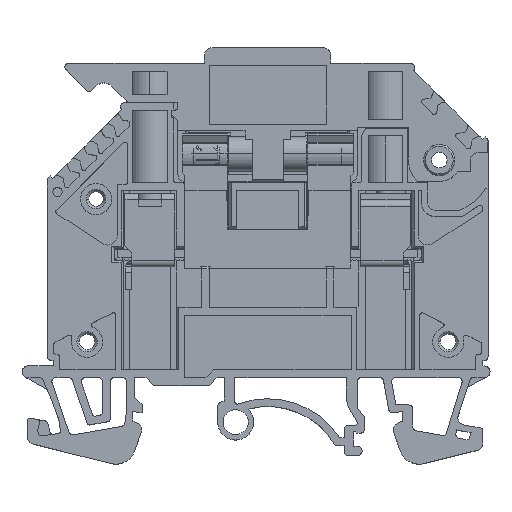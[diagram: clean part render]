
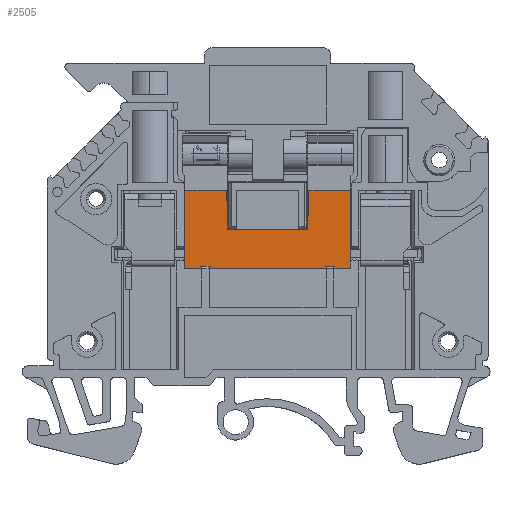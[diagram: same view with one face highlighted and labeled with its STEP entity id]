
A CAD part, top view. The second image highlights one B-rep face of the part: STEP entity #2505.
In plain terms, the highlighted face is planar.
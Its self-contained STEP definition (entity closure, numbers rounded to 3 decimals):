
#104 = CARTESIAN_POINT ( 'NONE',  ( 7.4, 3.3, -5. ) ) ;
#1290 = CARTESIAN_POINT ( 'NONE',  ( 10.65, 3.3, -5. ) ) ;
#2505 = ADVANCED_FACE ( 'NONE', ( #3129 ), #7332, .T. ) ;
#2558 = DIRECTION ( 'NONE',  ( 1., 0., 0. ) ) ;
#2739 = VECTOR ( 'NONE', #36059, 1000. ) ;
#3129 = FACE_OUTER_BOUND ( 'NONE', #30483, .T. ) ;
#3437 = DIRECTION ( 'NONE',  ( -1., 0., 0. ) ) ;
#4327 = LINE ( 'NONE', #30619, #41137 ) ;
#4720 = DIRECTION ( 'NONE',  ( 0., 0., -1. ) ) ;
#5913 = DIRECTION ( 'NONE',  ( 0., 0., -1. ) ) ;
#5967 = LINE ( 'NONE', #31088, #42799 ) ;
#6565 = EDGE_CURVE ( 'NONE', #36217, #55342, #14982, .T. ) ;
#6702 = ORIENTED_EDGE ( 'NONE', *, *, #33906, .T. ) ;
#6866 = CARTESIAN_POINT ( 'NONE',  ( 5.1, 3.3, -5. ) ) ;
#7332 = PLANE ( 'NONE',  #32109 ) ;
#7518 = DIRECTION ( 'NONE',  ( 1., 0., 0. ) ) ;
#7614 = DIRECTION ( 'NONE',  ( -1., 0., 0. ) ) ;
#7971 = CARTESIAN_POINT ( 'NONE',  ( 8.6, 3.3, -10. ) ) ;
#9046 = EDGE_CURVE ( 'NONE', #38225, #12680, #5967, .T. ) ;
#9455 = CARTESIAN_POINT ( 'NONE',  ( -5.1, 3.3, -5. ) ) ;
#9770 = EDGE_CURVE ( 'NONE', #27735, #9883, #16027, .T. ) ;
#9812 = VERTEX_POINT ( 'NONE', #24742 ) ;
#9814 = VECTOR ( 'NONE', #34523, 1000. ) ;
#9883 = VERTEX_POINT ( 'NONE', #54420 ) ;
#10787 = CARTESIAN_POINT ( 'NONE',  ( -7.4, 3.3, -10. ) ) ;
#11365 = EDGE_CURVE ( 'NONE', #12680, #40950, #45447, .T. ) ;
#12680 = VERTEX_POINT ( 'NONE', #33894 ) ;
#14037 = CARTESIAN_POINT ( 'NONE',  ( 10.65, 3.3, -10. ) ) ;
#14298 = VECTOR ( 'NONE', #55780, 1000. ) ;
#14385 = VERTEX_POINT ( 'NONE', #10787 ) ;
#14694 = VERTEX_POINT ( 'NONE', #49910 ) ;
#14850 = ORIENTED_EDGE ( 'NONE', *, *, #9770, .T. ) ;
#14982 = LINE ( 'NONE', #17488, #2739 ) ;
#15900 = EDGE_CURVE ( 'NONE', #9883, #9812, #58957, .T. ) ;
#16027 = LINE ( 'NONE', #29159, #36233 ) ;
#16194 = CARTESIAN_POINT ( 'NONE',  ( -5.275, 3.3, 0. ) ) ;
#16280 = CARTESIAN_POINT ( 'NONE',  ( 0., 3.3, 0. ) ) ;
#17289 = LINE ( 'NONE', #19192, #52663 ) ;
#17488 = CARTESIAN_POINT ( 'NONE',  ( 0., 3.3, -9.8 ) ) ;
#17984 = ORIENTED_EDGE ( 'NONE', *, *, #32378, .T. ) ;
#18490 = CARTESIAN_POINT ( 'NONE',  ( 8.6, 3.3, -9.8 ) ) ;
#19153 = LINE ( 'NONE', #59406, #42247 ) ;
#19192 = CARTESIAN_POINT ( 'NONE',  ( 8.6, 3.3, -5. ) ) ;
#21669 = EDGE_CURVE ( 'NONE', #58714, #40950, #51117, .T. ) ;
#21788 = VECTOR ( 'NONE', #4720, 1000. ) ;
#22977 = LINE ( 'NONE', #26234, #24414 ) ;
#24195 = DIRECTION ( 'NONE',  ( 0., 0., -1. ) ) ;
#24414 = VECTOR ( 'NONE', #58494, 1000. ) ;
#24627 = VECTOR ( 'NONE', #2558, 1000. ) ;
#24732 = EDGE_CURVE ( 'NONE', #32599, #44280, #29776, .T. ) ;
#24742 = CARTESIAN_POINT ( 'NONE',  ( 5.275, 3.3, 0. ) ) ;
#24880 = ORIENTED_EDGE ( 'NONE', *, *, #41833, .T. ) ;
#25652 = VECTOR ( 'NONE', #28243, 1000. ) ;
#26100 = ORIENTED_EDGE ( 'NONE', *, *, #42691, .T. ) ;
#26234 = CARTESIAN_POINT ( 'NONE',  ( 0., 3.3, -10. ) ) ;
#26837 = CARTESIAN_POINT ( 'NONE',  ( 0., 3.3, -10. ) ) ;
#27735 = VERTEX_POINT ( 'NONE', #9455 ) ;
#28243 = DIRECTION ( 'NONE',  ( 0.035, 0., -0.999 ) ) ;
#28493 = LINE ( 'NONE', #37513, #25652 ) ;
#29159 = CARTESIAN_POINT ( 'NONE',  ( 0., 3.3, -5. ) ) ;
#29776 = LINE ( 'NONE', #1290, #52889 ) ;
#29907 = EDGE_CURVE ( 'NONE', #9812, #32599, #36882, .T. ) ;
#30483 = EDGE_LOOP ( 'NONE', ( #26100, #24880, #40601, #39549, #17984, #6702, #48937, #47130, #44534, #47267, #33220, #41394, #14850, #39712, #39984, #32616 ) ) ;
#30619 = CARTESIAN_POINT ( 'NONE',  ( 0., 3.3, -9.8 ) ) ;
#31088 = CARTESIAN_POINT ( 'NONE',  ( 0., 3.3, -10. ) ) ;
#31453 = DIRECTION ( 'NONE',  ( -1., 0., 0. ) ) ;
#31734 = VECTOR ( 'NONE', #38848, 1000. ) ;
#32109 = AXIS2_PLACEMENT_3D ( 'NONE', #53330, #35178, #7518 ) ;
#32378 = EDGE_CURVE ( 'NONE', #33489, #14385, #35983, .T. ) ;
#32599 = VERTEX_POINT ( 'NONE', #52217 ) ;
#32616 = ORIENTED_EDGE ( 'NONE', *, *, #24732, .T. ) ;
#33220 = ORIENTED_EDGE ( 'NONE', *, *, #21669, .F. ) ;
#33489 = VERTEX_POINT ( 'NONE', #42444 ) ;
#33894 = CARTESIAN_POINT ( 'NONE',  ( -10.65, 3.3, -10. ) ) ;
#33906 = EDGE_CURVE ( 'NONE', #14385, #36217, #19153, .T. ) ;
#34516 = EDGE_CURVE ( 'NONE', #58714, #27735, #28493, .T. ) ;
#34523 = DIRECTION ( 'NONE',  ( 0.035, 0., 0.999 ) ) ;
#35178 = DIRECTION ( 'NONE',  ( 0., 1., 0. ) ) ;
#35983 = LINE ( 'NONE', #26837, #59104 ) ;
#36059 = DIRECTION ( 'NONE',  ( -1., 0., 0. ) ) ;
#36217 = VERTEX_POINT ( 'NONE', #45405 ) ;
#36233 = VECTOR ( 'NONE', #52167, 1000. ) ;
#36384 = DIRECTION ( 'NONE',  ( 0., 0., 1. ) ) ;
#36882 = LINE ( 'NONE', #16280, #24627 ) ;
#37513 = CARTESIAN_POINT ( 'NONE',  ( -5.275, 3.3, 0. ) ) ;
#38225 = VERTEX_POINT ( 'NONE', #52428 ) ;
#38848 = DIRECTION ( 'NONE',  ( 0., 0., 1. ) ) ;
#39549 = ORIENTED_EDGE ( 'NONE', *, *, #54056, .T. ) ;
#39712 = ORIENTED_EDGE ( 'NONE', *, *, #15900, .T. ) ;
#39984 = ORIENTED_EDGE ( 'NONE', *, *, #29907, .T. ) ;
#40601 = ORIENTED_EDGE ( 'NONE', *, *, #55566, .T. ) ;
#40950 = VERTEX_POINT ( 'NONE', #44927 ) ;
#41102 = VERTEX_POINT ( 'NONE', #18490 ) ;
#41137 = VECTOR ( 'NONE', #7614, 1000. ) ;
#41394 = ORIENTED_EDGE ( 'NONE', *, *, #34516, .T. ) ;
#41833 = EDGE_CURVE ( 'NONE', #44690, #41102, #17289, .T. ) ;
#42247 = VECTOR ( 'NONE', #36384, 1000. ) ;
#42444 = CARTESIAN_POINT ( 'NONE',  ( 7.4, 3.3, -10. ) ) ;
#42691 = EDGE_CURVE ( 'NONE', #44280, #44690, #22977, .T. ) ;
#42799 = VECTOR ( 'NONE', #3437, 1000. ) ;
#44280 = VERTEX_POINT ( 'NONE', #14037 ) ;
#44534 = ORIENTED_EDGE ( 'NONE', *, *, #9046, .T. ) ;
#44690 = VERTEX_POINT ( 'NONE', #7971 ) ;
#44927 = CARTESIAN_POINT ( 'NONE',  ( -10.65, 3.3, 0. ) ) ;
#45405 = CARTESIAN_POINT ( 'NONE',  ( -7.4, 3.3, -9.8 ) ) ;
#45447 = LINE ( 'NONE', #57200, #31734 ) ;
#46291 = LINE ( 'NONE', #104, #21788 ) ;
#47011 = LINE ( 'NONE', #51817, #48474 ) ;
#47130 = ORIENTED_EDGE ( 'NONE', *, *, #47773, .T. ) ;
#47267 = ORIENTED_EDGE ( 'NONE', *, *, #11365, .T. ) ;
#47773 = EDGE_CURVE ( 'NONE', #55342, #38225, #47011, .T. ) ;
#48474 = VECTOR ( 'NONE', #24195, 1000. ) ;
#48937 = ORIENTED_EDGE ( 'NONE', *, *, #6565, .T. ) ;
#49910 = CARTESIAN_POINT ( 'NONE',  ( 7.4, 3.3, -9.8 ) ) ;
#51117 = LINE ( 'NONE', #51150, #14298 ) ;
#51150 = CARTESIAN_POINT ( 'NONE',  ( -7.962, 3.3, 0. ) ) ;
#51490 = DIRECTION ( 'NONE',  ( 0., 0., 1. ) ) ;
#51807 = CARTESIAN_POINT ( 'NONE',  ( -8.6, 3.3, -9.8 ) ) ;
#51817 = CARTESIAN_POINT ( 'NONE',  ( -8.6, 3.3, -5. ) ) ;
#52167 = DIRECTION ( 'NONE',  ( 1., 0., 0. ) ) ;
#52217 = CARTESIAN_POINT ( 'NONE',  ( 10.65, 3.3, 0. ) ) ;
#52428 = CARTESIAN_POINT ( 'NONE',  ( -8.6, 3.3, -10. ) ) ;
#52663 = VECTOR ( 'NONE', #51490, 1000. ) ;
#52889 = VECTOR ( 'NONE', #5913, 1000. ) ;
#53330 = CARTESIAN_POINT ( 'NONE',  ( -10.65, 3.3, 0. ) ) ;
#54056 = EDGE_CURVE ( 'NONE', #14694, #33489, #46291, .T. ) ;
#54420 = CARTESIAN_POINT ( 'NONE',  ( 5.1, 3.3, -5. ) ) ;
#55342 = VERTEX_POINT ( 'NONE', #51807 ) ;
#55566 = EDGE_CURVE ( 'NONE', #41102, #14694, #4327, .T. ) ;
#55780 = DIRECTION ( 'NONE',  ( -1., 0., 0. ) ) ;
#57200 = CARTESIAN_POINT ( 'NONE',  ( -10.65, 3.3, -5. ) ) ;
#58494 = DIRECTION ( 'NONE',  ( -1., 0., 0. ) ) ;
#58714 = VERTEX_POINT ( 'NONE', #16194 ) ;
#58957 = LINE ( 'NONE', #6866, #9814 ) ;
#59104 = VECTOR ( 'NONE', #31453, 1000. ) ;
#59406 = CARTESIAN_POINT ( 'NONE',  ( -7.4, 3.3, -5. ) ) ;
